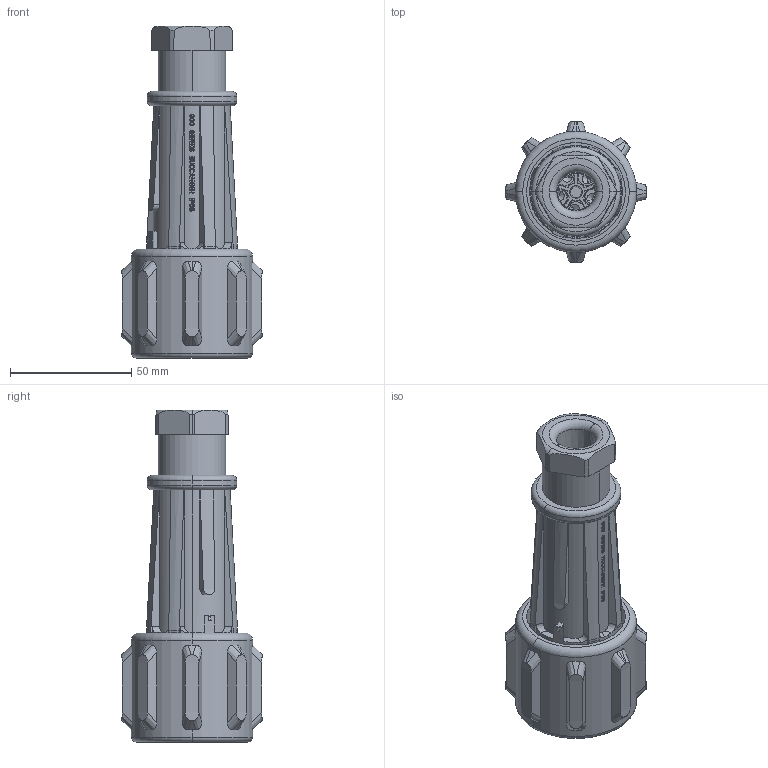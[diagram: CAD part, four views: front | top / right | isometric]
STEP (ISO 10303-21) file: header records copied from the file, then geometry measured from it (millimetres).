
FILE_DESCRIPTION(('STEP AP242'),'1');
FILE_NAME('px0911-05-s.stp','2023-02-15T14:39:37',('TraceParts'),('TraceParts S.A.'),'Spatial InterOp 3D',' ',' ');
FILE_SCHEMA(('AP242_MANAGED_MODEL_BASED_3D_ENGINEERING_MIM_LF {1 0 10303 442 1 1 4}'));
Length unit declared in the file: millimetre
Products named in the file (1): px0911-05-s_1
Bounding box: 58 x 58 x 137.1 mm (x, y, z)
Volume: 115877 mm3; surface area: 67313.1 mm2
Topology: 2 solids, 2 shells, 4150 faces, 11693 edges, 7764 vertices
Faces by surface type: plane 3642, cylinder 250, cone 175, bspline 57, torus 26
Entity records: 141355 total; most frequent: CARTESIAN_POINT 37511, ORIENTED_EDGE 23346, DIRECTION 18805, EDGE_CURVE 11673, LINE 8195, VECTOR 8195, VERTEX_POINT 7764, AXIS2_PLACEMENT_3D 5305
